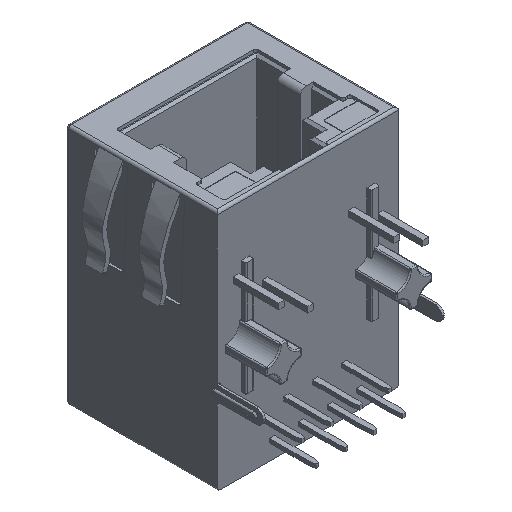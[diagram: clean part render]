
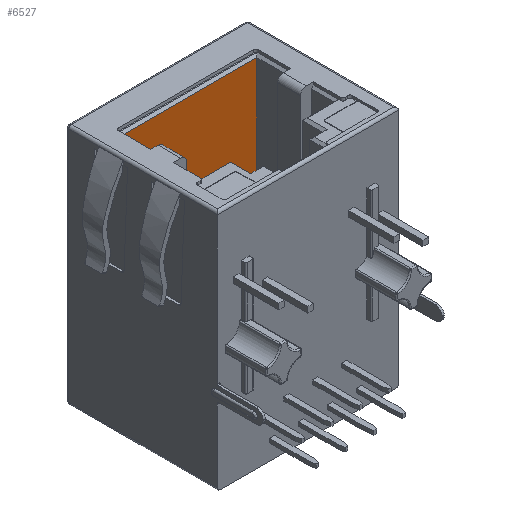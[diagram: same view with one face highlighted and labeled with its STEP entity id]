
A CAD part, isometric view. The second image highlights one B-rep face of the part: STEP entity #6527.
In plain terms, the highlighted planar face has unit normal (0, -1, 0).
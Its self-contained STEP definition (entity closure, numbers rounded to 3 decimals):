
#973 = CARTESIAN_POINT ( 'NONE',  ( 3.665, 14.45, -0.45 ) ) ;
#1379 = FACE_OUTER_BOUND ( 'NONE', #7168, .T. ) ;
#1765 = ORIENTED_EDGE ( 'NONE', *, *, #5418, .T. ) ;
#1898 = ORIENTED_EDGE ( 'NONE', *, *, #8919, .F. ) ;
#2742 = CARTESIAN_POINT ( 'NONE',  ( 3.665, 14.45, -9.8 ) ) ;
#2841 = CARTESIAN_POINT ( 'NONE',  ( 15.565, 14.45, 0. ) ) ;
#3257 = PLANE ( 'NONE',  #17371 ) ;
#3296 = CARTESIAN_POINT ( 'NONE',  ( 9.615, 14.45, -0.45 ) ) ;
#3420 = CARTESIAN_POINT ( 'NONE',  ( 15.565, 14.45, -0.45 ) ) ;
#4520 = VERTEX_POINT ( 'NONE', #7215 ) ;
#5418 = EDGE_CURVE ( 'NONE', #4520, #15207, #7007, .T. ) ;
#5423 = CARTESIAN_POINT ( 'NONE',  ( 15.565, 14.45, 0. ) ) ;
#6181 = DIRECTION ( 'NONE',  ( 0., 0., -1. ) ) ;
#6527 = ADVANCED_FACE ( 'NONE', ( #1379 ), #3257, .F. ) ;
#6750 = VECTOR ( 'NONE', #6181, 1000. ) ;
#7007 = LINE ( 'NONE', #5423, #16556 ) ;
#7168 = EDGE_LOOP ( 'NONE', ( #16355, #1765, #1898, #14117 ) ) ;
#7215 = CARTESIAN_POINT ( 'NONE',  ( 15.565, 14.45, -9.8 ) ) ;
#7655 = DIRECTION ( 'NONE',  ( 1., 0., 0. ) ) ;
#7821 = DIRECTION ( 'NONE',  ( 0., 1., 0. ) ) ;
#7961 = EDGE_CURVE ( 'NONE', #11737, #14098, #18970, .T. ) ;
#8919 = EDGE_CURVE ( 'NONE', #11737, #15207, #11339, .T. ) ;
#11339 = LINE ( 'NONE', #3296, #12655 ) ;
#11737 = VERTEX_POINT ( 'NONE', #973 ) ;
#12655 = VECTOR ( 'NONE', #7655, 1000. ) ;
#13116 = DIRECTION ( 'NONE',  ( -1., 0., 0. ) ) ;
#14098 = VERTEX_POINT ( 'NONE', #2742 ) ;
#14114 = CARTESIAN_POINT ( 'NONE',  ( 3.665, 14.45, 0. ) ) ;
#14117 = ORIENTED_EDGE ( 'NONE', *, *, #7961, .T. ) ;
#15207 = VERTEX_POINT ( 'NONE', #3420 ) ;
#16355 = ORIENTED_EDGE ( 'NONE', *, *, #20303, .F. ) ;
#16556 = VECTOR ( 'NONE', #19584, 1000. ) ;
#17348 = DIRECTION ( 'NONE',  ( 0., 0., 1. ) ) ;
#17371 = AXIS2_PLACEMENT_3D ( 'NONE', #2841, #7821, #17348 ) ;
#17392 = VECTOR ( 'NONE', #13116, 1000. ) ;
#18086 = LINE ( 'NONE', #18173, #17392 ) ;
#18173 = CARTESIAN_POINT ( 'NONE',  ( 9.615, 14.45, -9.8 ) ) ;
#18970 = LINE ( 'NONE', #14114, #6750 ) ;
#19584 = DIRECTION ( 'NONE',  ( 0., 0., 1. ) ) ;
#20303 = EDGE_CURVE ( 'NONE', #4520, #14098, #18086, .T. ) ;
